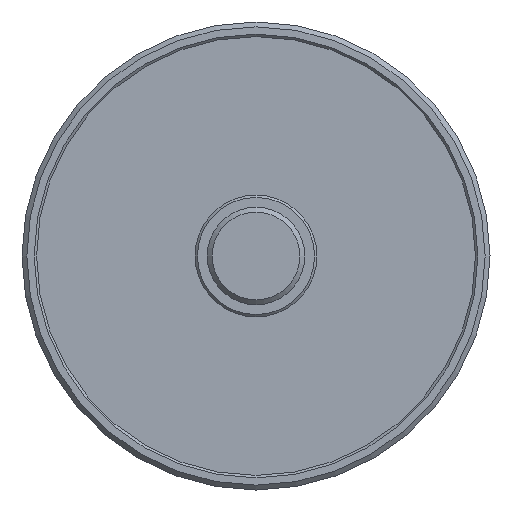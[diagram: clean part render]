
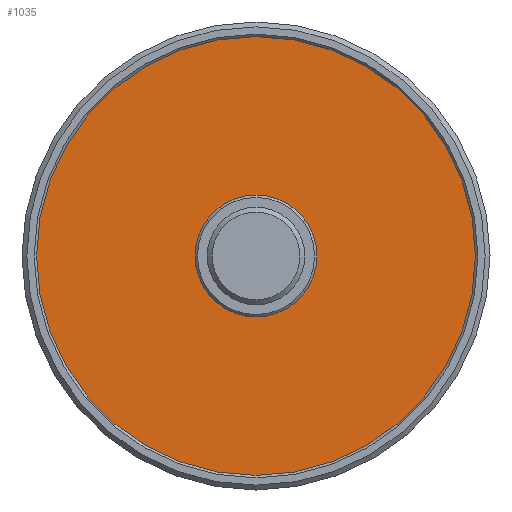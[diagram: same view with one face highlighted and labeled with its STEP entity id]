
A CAD part, left-side view. The second image highlights one B-rep face of the part: STEP entity #1035.
In plain terms, the highlighted planar face has unit normal (-1, 0, 0).
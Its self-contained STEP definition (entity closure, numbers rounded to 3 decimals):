
#952=CARTESIAN_POINT('',(10.0,12.5,0.0));
#953=VERTEX_POINT('',#952);
#954=CARTESIAN_POINT('',(10.0,0.,0.0));
#955=DIRECTION('',(1.0,0.0,0.0));
#956=DIRECTION('',(0.0,1.0,0.0));
#957=AXIS2_PLACEMENT_3D('',#954,#955,#956);
#958=CIRCLE('',#957,12.5);
#959=EDGE_CURVE('',#953,#953,#958,.T.);
#1016=CARTESIAN_POINT('',(10.0,28.75,0.0));
#1017=DIRECTION('',(-1.0,0.0,0.0));
#1018=DIRECTION('',(0.0,0.0,1.0));
#1019=AXIS2_PLACEMENT_3D('',#1016,#1017,#1018);
#1020=PLANE('',#1019);
#1021=CARTESIAN_POINT('',(10.0,45.0,0.0));
#1022=VERTEX_POINT('',#1021);
#1023=CARTESIAN_POINT('',(10.0,0.,0.0));
#1024=DIRECTION('',(1.0,0.0,0.0));
#1025=DIRECTION('',(0.0,1.0,0.0));
#1026=AXIS2_PLACEMENT_3D('',#1023,#1024,#1025);
#1027=CIRCLE('',#1026,45.0);
#1028=EDGE_CURVE('',#1022,#1022,#1027,.T.);
#1029=ORIENTED_EDGE('',*,*,#1028,.F.);
#1030=EDGE_LOOP('',(#1029));
#1031=FACE_OUTER_BOUND('',#1030,.T.);
#1032=ORIENTED_EDGE('',*,*,#959,.T.);
#1033=EDGE_LOOP('',(#1032));
#1034=FACE_BOUND('',#1033,.T.);
#1035=ADVANCED_FACE('',(#1031,#1034),#1020,.T.);
